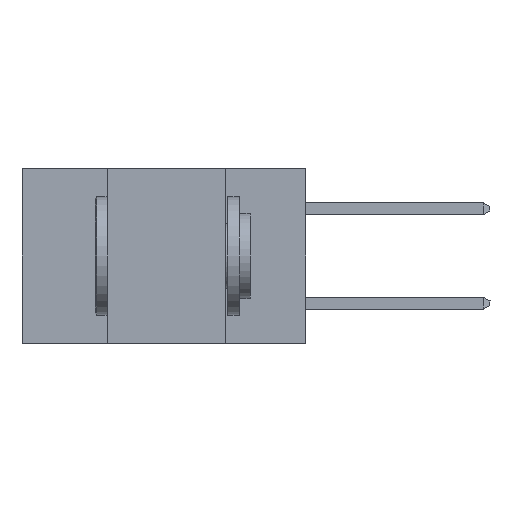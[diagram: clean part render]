
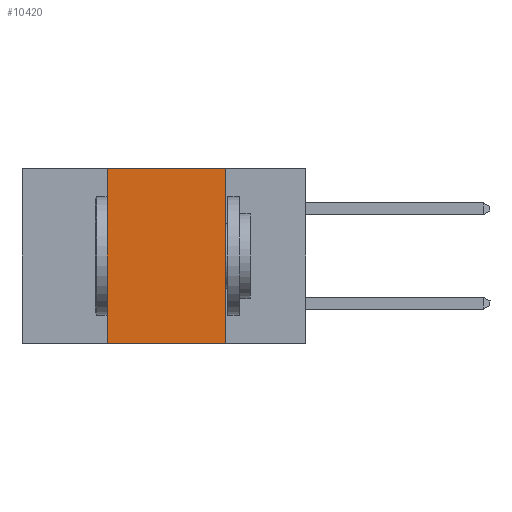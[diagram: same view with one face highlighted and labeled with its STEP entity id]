
A CAD part, left-side view. The second image highlights one B-rep face of the part: STEP entity #10420.
In plain terms, the highlighted planar face has unit normal (-1, 0, 0).
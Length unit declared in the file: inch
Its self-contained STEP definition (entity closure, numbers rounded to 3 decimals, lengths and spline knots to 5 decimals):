
#1038 = VECTOR ( 'NONE', #6487, 39.37008 ) ;
#1692 = DIRECTION ( 'NONE',  ( 1., 0., 0. ) ) ;
#1755 = DIRECTION ( 'NONE',  ( 0., 0., -1. ) ) ;
#2477 = ORIENTED_EDGE ( 'NONE', *, *, #8002, .T. ) ;
#2491 = DIRECTION ( 'NONE',  ( 0., 0., -1. ) ) ;
#2712 = DIRECTION ( 'NONE',  ( 0., -1., 0. ) ) ;
#2888 = VERTEX_POINT ( 'NONE', #3746 ) ;
#3046 = CARTESIAN_POINT ( 'NONE',  ( 0., 0.17, 0. ) ) ;
#3085 = DIRECTION ( 'NONE',  ( 0., -1., 0. ) ) ;
#3548 = VECTOR ( 'NONE', #2712, 39.37008 ) ;
#3746 = CARTESIAN_POINT ( 'NONE',  ( 0., 0.42, 0. ) ) ;
#3987 = VECTOR ( 'NONE', #3085, 39.37008 ) ;
#4062 = EDGE_CURVE ( 'NONE', #9588, #11421, #9710, .T. ) ;
#4324 = ORIENTED_EDGE ( 'NONE', *, *, #10733, .F. ) ;
#4555 = VERTEX_POINT ( 'NONE', #7512 ) ;
#5077 = LINE ( 'NONE', #7224, #3548 ) ;
#5275 = AXIS2_PLACEMENT_3D ( 'NONE', #5994, #1692, #2491 ) ;
#5994 = CARTESIAN_POINT ( 'NONE',  ( 0., 0.6, 0. ) ) ;
#6065 = PLANE ( 'NONE',  #5275 ) ;
#6487 = DIRECTION ( 'NONE',  ( 0., 0., 1. ) ) ;
#6555 = FACE_OUTER_BOUND ( 'NONE', #11402, .T. ) ;
#7224 = CARTESIAN_POINT ( 'NONE',  ( 0., 0.6, 0. ) ) ;
#7364 = VECTOR ( 'NONE', #1755, 39.37008 ) ;
#7512 = CARTESIAN_POINT ( 'NONE',  ( 0., 0.42, -0.37 ) ) ;
#7926 = LINE ( 'NONE', #9973, #1038 ) ;
#8002 = EDGE_CURVE ( 'NONE', #4555, #11421, #8653, .T. ) ;
#8171 = EDGE_CURVE ( 'NONE', #2888, #9588, #5077, .T. ) ;
#8653 = LINE ( 'NONE', #11310, #3987 ) ;
#8826 = CARTESIAN_POINT ( 'NONE',  ( 0., 0.17, 0. ) ) ;
#9588 = VERTEX_POINT ( 'NONE', #3046 ) ;
#9710 = LINE ( 'NONE', #8826, #7364 ) ;
#9973 = CARTESIAN_POINT ( 'NONE',  ( 0., 0.42, 0. ) ) ;
#10411 = ORIENTED_EDGE ( 'NONE', *, *, #4062, .F. ) ;
#10420 = ADVANCED_FACE ( 'NONE', ( #6555 ), #6065, .F. ) ;
#10560 = ORIENTED_EDGE ( 'NONE', *, *, #8171, .F. ) ;
#10733 = EDGE_CURVE ( 'NONE', #4555, #2888, #7926, .T. ) ;
#11240 = CARTESIAN_POINT ( 'NONE',  ( 0., 0.17, -0.37 ) ) ;
#11310 = CARTESIAN_POINT ( 'NONE',  ( 0., 0.6, -0.37 ) ) ;
#11402 = EDGE_LOOP ( 'NONE', ( #10411, #10560, #4324, #2477 ) ) ;
#11421 = VERTEX_POINT ( 'NONE', #11240 ) ;
